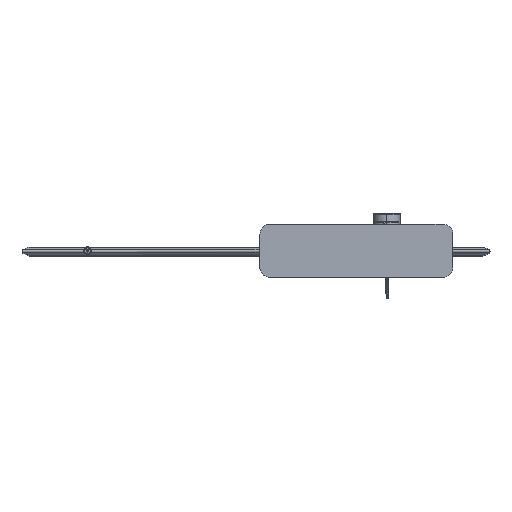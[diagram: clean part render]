
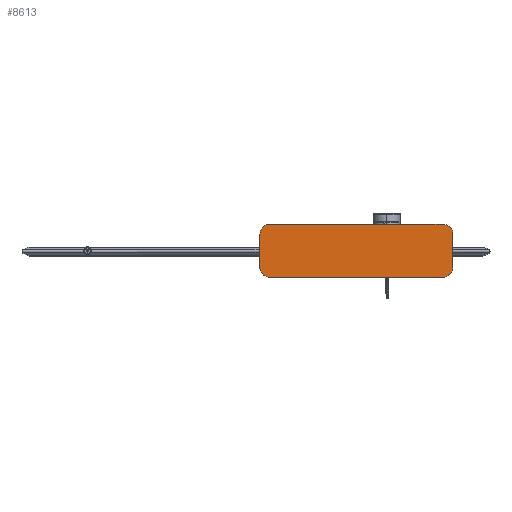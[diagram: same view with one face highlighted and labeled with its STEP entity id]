
A CAD part, top view. The second image highlights one B-rep face of the part: STEP entity #8613.
In plain terms, the highlighted planar face has unit normal (0, 0, 1).
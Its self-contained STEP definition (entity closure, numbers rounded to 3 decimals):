
#229=PLANE('',#21030);
#8613=ADVANCED_FACE('',(#9451),#229,.T.);
#9451=FACE_OUTER_BOUND('',#10320,.T.);
#10320=EDGE_LOOP('',(#13540,#13541,#13542,#13543,#13544,#13545,#13546,#13547));
#13540=ORIENTED_EDGE('',*,*,#16061,.F.);
#13541=ORIENTED_EDGE('',*,*,#16028,.F.);
#13542=ORIENTED_EDGE('',*,*,#16060,.F.);
#13543=ORIENTED_EDGE('',*,*,#16026,.F.);
#13544=ORIENTED_EDGE('',*,*,#16059,.F.);
#13545=ORIENTED_EDGE('',*,*,#16024,.F.);
#13546=ORIENTED_EDGE('',*,*,#16058,.F.);
#13547=ORIENTED_EDGE('',*,*,#16022,.F.);
#16022=EDGE_CURVE('',#19905,#19902,#17353,.T.);
#16024=EDGE_CURVE('',#19909,#19906,#17355,.T.);
#16026=EDGE_CURVE('',#19913,#19910,#17357,.T.);
#16028=EDGE_CURVE('',#19917,#19914,#17359,.T.);
#16058=EDGE_CURVE('',#19902,#19909,#18408,.T.);
#16059=EDGE_CURVE('',#19906,#19913,#18409,.T.);
#16060=EDGE_CURVE('',#19910,#19917,#18410,.T.);
#16061=EDGE_CURVE('',#19914,#19905,#18411,.T.);
#17353=B_SPLINE_CURVE_WITH_KNOTS('',1,(#48091,#48092),.UNSPECIFIED.,.F.,
 .F.,(2,2),(0.,359.122),.UNSPECIFIED.);
#17355=B_SPLINE_CURVE_WITH_KNOTS('',1,(#48095,#48096),.UNSPECIFIED.,.F.,
 .F.,(2,2),(0.,69.122),.UNSPECIFIED.);
#17357=B_SPLINE_CURVE_WITH_KNOTS('',1,(#48099,#48100),.UNSPECIFIED.,.F.,
 .F.,(2,2),(0.,359.122),.UNSPECIFIED.);
#17359=B_SPLINE_CURVE_WITH_KNOTS('',1,(#48103,#48104),.UNSPECIFIED.,.F.,
 .F.,(2,2),(0.,69.122),.UNSPECIFIED.);
#18408=(
BOUNDED_CURVE()
B_SPLINE_CURVE(2,(#48202,#48203,#48204,#48205,#48206),.UNSPECIFIED.,.F.,
 .F.)
B_SPLINE_CURVE_WITH_KNOTS((3,2,3),(496.172,513.155,530.137),
 .UNSPECIFIED.)
CURVE()
GEOMETRIC_REPRESENTATION_ITEM()
RATIONAL_B_SPLINE_CURVE((1.,0.924,1.,0.924,1.))
REPRESENTATION_ITEM('')
);
#18409=(
BOUNDED_CURVE()
B_SPLINE_CURVE(2,(#48207,#48208,#48209,#48210,#48211),.UNSPECIFIED.,.F.,
 .F.)
B_SPLINE_CURVE_WITH_KNOTS((3,2,3),(599.259,616.241,633.223),
 .UNSPECIFIED.)
CURVE()
GEOMETRIC_REPRESENTATION_ITEM()
RATIONAL_B_SPLINE_CURVE((1.,0.924,1.,0.924,1.))
REPRESENTATION_ITEM('')
);
#18410=(
BOUNDED_CURVE()
B_SPLINE_CURVE(2,(#48212,#48213,#48214,#48215,#48216),.UNSPECIFIED.,.F.,
 .F.)
B_SPLINE_CURVE_WITH_KNOTS((3,2,3),(992.345,1009.327,1026.309),
 .UNSPECIFIED.)
CURVE()
GEOMETRIC_REPRESENTATION_ITEM()
RATIONAL_B_SPLINE_CURVE((1.,0.924,1.,0.924,1.))
REPRESENTATION_ITEM('')
);
#18411=(
BOUNDED_CURVE()
B_SPLINE_CURVE(2,(#48217,#48218,#48219,#48220,#48221),.UNSPECIFIED.,.F.,
 .F.)
B_SPLINE_CURVE_WITH_KNOTS((3,2,3),(1095.431,1112.413,1129.395),
 .UNSPECIFIED.)
CURVE()
GEOMETRIC_REPRESENTATION_ITEM()
RATIONAL_B_SPLINE_CURVE((1.,0.924,1.,0.924,1.))
REPRESENTATION_ITEM('')
);
#19902=VERTEX_POINT('',#48037);
#19905=VERTEX_POINT('',#48040);
#19906=VERTEX_POINT('',#48041);
#19909=VERTEX_POINT('',#48044);
#19910=VERTEX_POINT('',#48045);
#19913=VERTEX_POINT('',#48048);
#19914=VERTEX_POINT('',#48049);
#19917=VERTEX_POINT('',#48052);
#21030=AXIS2_PLACEMENT_3D('',#47961,#21421,$);
#21421=DIRECTION('',(0.,0.,1.));
#47961=CARTESIAN_POINT('',(3996.279,56.167,954.572));
#48037=CARTESIAN_POINT('',(4379.901,55.066,954.572));
#48040=CARTESIAN_POINT('',(4020.78,55.066,954.572));
#48041=CARTESIAN_POINT('',(4400.401,-34.555,954.572));
#48044=CARTESIAN_POINT('',(4400.401,34.567,954.572));
#48045=CARTESIAN_POINT('',(4020.78,-55.054,954.572));
#48048=CARTESIAN_POINT('',(4379.901,-55.054,954.572));
#48049=CARTESIAN_POINT('',(4000.28,34.567,954.572));
#48052=CARTESIAN_POINT('',(4000.28,-34.555,954.572));
#48091=CARTESIAN_POINT('',(4020.78,55.066,954.572));
#48092=CARTESIAN_POINT('',(4379.901,55.066,954.572));
#48095=CARTESIAN_POINT('',(4400.401,34.567,954.572));
#48096=CARTESIAN_POINT('',(4400.401,-34.555,954.572));
#48099=CARTESIAN_POINT('',(4379.901,-55.054,954.572));
#48100=CARTESIAN_POINT('',(4020.78,-55.054,954.572));
#48103=CARTESIAN_POINT('',(4000.28,-34.555,954.572));
#48104=CARTESIAN_POINT('',(4000.28,34.567,954.572));
#48202=CARTESIAN_POINT('',(4379.901,55.066,954.572));
#48203=CARTESIAN_POINT('',(4388.393,55.066,954.572));
#48204=CARTESIAN_POINT('',(4394.397,49.062,954.572));
#48205=CARTESIAN_POINT('',(4400.401,43.058,954.572));
#48206=CARTESIAN_POINT('',(4400.401,34.567,954.572));
#48207=CARTESIAN_POINT('',(4400.401,-34.555,954.572));
#48208=CARTESIAN_POINT('',(4400.401,-43.046,954.572));
#48209=CARTESIAN_POINT('',(4394.397,-49.05,954.572));
#48210=CARTESIAN_POINT('',(4388.393,-55.054,954.572));
#48211=CARTESIAN_POINT('',(4379.901,-55.054,954.572));
#48212=CARTESIAN_POINT('',(4020.78,-55.054,954.572));
#48213=CARTESIAN_POINT('',(4012.288,-55.054,954.572));
#48214=CARTESIAN_POINT('',(4006.284,-49.05,954.572));
#48215=CARTESIAN_POINT('',(4000.28,-43.046,954.572));
#48216=CARTESIAN_POINT('',(4000.28,-34.555,954.572));
#48217=CARTESIAN_POINT('',(4000.28,34.567,954.572));
#48218=CARTESIAN_POINT('',(4000.28,43.058,954.572));
#48219=CARTESIAN_POINT('',(4006.284,49.062,954.572));
#48220=CARTESIAN_POINT('',(4012.288,55.066,954.572));
#48221=CARTESIAN_POINT('',(4020.78,55.066,954.572));
